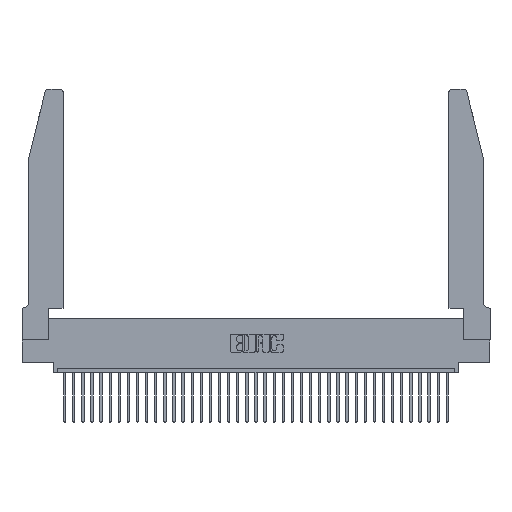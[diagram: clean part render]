
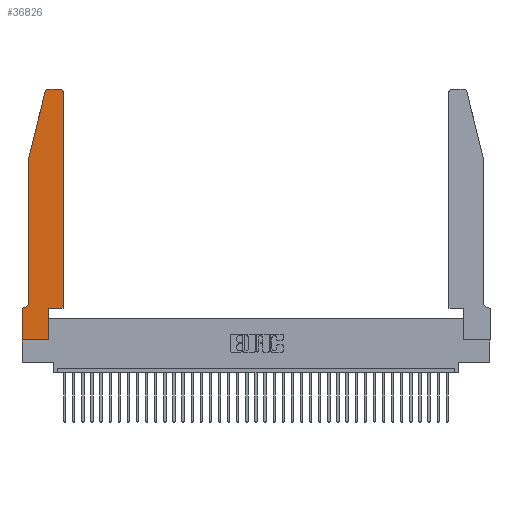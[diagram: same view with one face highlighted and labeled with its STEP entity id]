
A CAD part, top view. The second image highlights one B-rep face of the part: STEP entity #36826.
In plain terms, the highlighted planar face has unit normal (0, 0, 1).
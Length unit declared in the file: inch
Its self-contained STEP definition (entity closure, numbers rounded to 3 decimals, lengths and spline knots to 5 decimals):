
#28 = ORIENTED_EDGE ( 'NONE', *, *, #5158, .T. ) ;
#338 = AXIS2_PLACEMENT_3D ( 'NONE', #9107, #32021, #14853 ) ;
#403 = ORIENTED_EDGE ( 'NONE', *, *, #3454, .T. ) ;
#524 = VERTEX_POINT ( 'NONE', #17632 ) ;
#1082 = LINE ( 'NONE', #9863, #35624 ) ;
#1392 = ORIENTED_EDGE ( 'NONE', *, *, #17776, .T. ) ;
#2058 = VERTEX_POINT ( 'NONE', #11386 ) ;
#2624 = LINE ( 'NONE', #21061, #7546 ) ;
#3435 = LINE ( 'NONE', #5753, #33930 ) ;
#3454 = EDGE_CURVE ( 'NONE', #11015, #3692, #28440, .T. ) ;
#3618 = VECTOR ( 'NONE', #32491, 39.37008 ) ;
#3692 = VERTEX_POINT ( 'NONE', #28157 ) ;
#4471 = LINE ( 'NONE', #28442, #37135 ) ;
#5096 = EDGE_CURVE ( 'NONE', #7790, #12875, #18111, .T. ) ;
#5158 = EDGE_CURVE ( 'NONE', #26090, #11015, #14937, .T. ) ;
#5564 = CARTESIAN_POINT ( 'NONE',  ( 0.284, 2.72, 0.37 ) ) ;
#5691 = VERTEX_POINT ( 'NONE', #16441 ) ;
#5753 = CARTESIAN_POINT ( 'NONE',  ( 0.0755, 2., 0.37 ) ) ;
#7546 = VECTOR ( 'NONE', #11877, 39.37008 ) ;
#7790 = VERTEX_POINT ( 'NONE', #13837 ) ;
#8211 = CARTESIAN_POINT ( 'NONE',  ( 0.4505, 0.35, 0.37 ) ) ;
#8280 = DIRECTION ( 'NONE',  ( 0., -1., 0. ) ) ;
#8365 = CARTESIAN_POINT ( 'NONE',  ( 0.4505, 0.35, 0.37 ) ) ;
#8621 = LINE ( 'NONE', #24542, #27453 ) ;
#9107 = CARTESIAN_POINT ( 'NONE',  ( 0.0055, 0.42, 0.37 ) ) ;
#9194 = CARTESIAN_POINT ( 'NONE',  ( 0.2865, 0.35, 0.37 ) ) ;
#9863 = CARTESIAN_POINT ( 'NONE',  ( 0.0755, 0.35, 0.37 ) ) ;
#10897 = DIRECTION ( 'NONE',  ( 1., 0., 0. ) ) ;
#11015 = VERTEX_POINT ( 'NONE', #11355 ) ;
#11355 = CARTESIAN_POINT ( 'NONE',  ( 0.4505, 0.35, 0.37 ) ) ;
#11386 = CARTESIAN_POINT ( 'NONE',  ( 0.4205, 2.75, 0.37 ) ) ;
#11469 = EDGE_CURVE ( 'NONE', #25643, #26995, #3435, .T. ) ;
#11708 = VERTEX_POINT ( 'NONE', #34360 ) ;
#11877 = DIRECTION ( 'NONE',  ( 0., -1., 0. ) ) ;
#11940 = DIRECTION ( 'NONE',  ( 0., 1., 0. ) ) ;
#11952 = ORIENTED_EDGE ( 'NONE', *, *, #19820, .T. ) ;
#12500 = AXIS2_PLACEMENT_3D ( 'NONE', #32958, #15548, #35627 ) ;
#12672 = ORIENTED_EDGE ( 'NONE', *, *, #18473, .T. ) ;
#12811 = FACE_OUTER_BOUND ( 'NONE', #24718, .T. ) ;
#12875 = VERTEX_POINT ( 'NONE', #27400 ) ;
#12975 = ORIENTED_EDGE ( 'NONE', *, *, #35262, .T. ) ;
#13055 = DIRECTION ( 'NONE',  ( 1., 0., 0. ) ) ;
#13827 = DIRECTION ( 'NONE',  ( 0., 0., 1. ) ) ;
#13837 = CARTESIAN_POINT ( 'NONE',  ( 0.284, 2.75, 0.37 ) ) ;
#14339 = ORIENTED_EDGE ( 'NONE', *, *, #11469, .T. ) ;
#14809 = LINE ( 'NONE', #28145, #30090 ) ;
#14853 = DIRECTION ( 'NONE',  ( -1., 0., 0. ) ) ;
#14937 = LINE ( 'NONE', #8211, #28371 ) ;
#15217 = ORIENTED_EDGE ( 'NONE', *, *, #17646, .T. ) ;
#15548 = DIRECTION ( 'NONE',  ( 0., 0., 1. ) ) ;
#16212 = ORIENTED_EDGE ( 'NONE', *, *, #26008, .T. ) ;
#16441 = CARTESIAN_POINT ( 'NONE',  ( 0.0055, 0.35, 0.37 ) ) ;
#17632 = CARTESIAN_POINT ( 'NONE',  ( 0., 0., 0.37 ) ) ;
#17646 = EDGE_CURVE ( 'NONE', #26995, #5691, #30559, .T. ) ;
#17776 = EDGE_CURVE ( 'NONE', #524, #11708, #14809, .T. ) ;
#18111 = CIRCLE ( 'NONE', #28510, 0.03 ) ;
#18352 = DIRECTION ( 'NONE',  ( 0., 0., 1. ) ) ;
#18473 = EDGE_CURVE ( 'NONE', #11708, #26090, #23731, .T. ) ;
#19820 = EDGE_CURVE ( 'NONE', #20396, #524, #2624, .T. ) ;
#20375 = VECTOR ( 'NONE', #11940, 39.37008 ) ;
#20396 = VERTEX_POINT ( 'NONE', #28245 ) ;
#20508 = AXIS2_PLACEMENT_3D ( 'NONE', #21471, #18352, #13055 ) ;
#21061 = CARTESIAN_POINT ( 'NONE',  ( 0., 0., 0.37 ) ) ;
#21471 = CARTESIAN_POINT ( 'NONE',  ( 0.4205, 2.72, 0.37 ) ) ;
#21814 = PLANE ( 'NONE',  #12500 ) ;
#22466 = DIRECTION ( 'NONE',  ( 1., 0., 0. ) ) ;
#23731 = LINE ( 'NONE', #9194, #3618 ) ;
#24500 = ORIENTED_EDGE ( 'NONE', *, *, #27812, .T. ) ;
#24542 = CARTESIAN_POINT ( 'NONE',  ( 0.2605, 2.75, 0.37 ) ) ;
#24718 = EDGE_LOOP ( 'NONE', ( #12975, #34930, #25777, #14339, #15217, #16212, #11952, #1392, #12672, #28, #403, #24500 ) ) ;
#25643 = VERTEX_POINT ( 'NONE', #35244 ) ;
#25777 = ORIENTED_EDGE ( 'NONE', *, *, #28892, .T. ) ;
#26008 = EDGE_CURVE ( 'NONE', #5691, #20396, #1082, .T. ) ;
#26090 = VERTEX_POINT ( 'NONE', #35832 ) ;
#26995 = VERTEX_POINT ( 'NONE', #33963 ) ;
#27400 = CARTESIAN_POINT ( 'NONE',  ( 0.25487, 2.72718, 0.37 ) ) ;
#27453 = VECTOR ( 'NONE', #33201, 39.37008 ) ;
#27812 = EDGE_CURVE ( 'NONE', #3692, #2058, #33663, .T. ) ;
#28145 = CARTESIAN_POINT ( 'NONE',  ( 0., 0., 0.37 ) ) ;
#28157 = CARTESIAN_POINT ( 'NONE',  ( 0.4505, 2.72, 0.37 ) ) ;
#28245 = CARTESIAN_POINT ( 'NONE',  ( 0., 0.35, 0.37 ) ) ;
#28371 = VECTOR ( 'NONE', #36771, 39.37008 ) ;
#28440 = LINE ( 'NONE', #8365, #20375 ) ;
#28442 = CARTESIAN_POINT ( 'NONE',  ( 0.0755, 2., 0.37 ) ) ;
#28510 = AXIS2_PLACEMENT_3D ( 'NONE', #5564, #13827, #22466 ) ;
#28892 = EDGE_CURVE ( 'NONE', #12875, #25643, #4471, .T. ) ;
#30090 = VECTOR ( 'NONE', #10897, 39.37008 ) ;
#30559 = CIRCLE ( 'NONE', #338, 0.07 ) ;
#31356 = DIRECTION ( 'NONE',  ( -0.239, -0.971, 0. ) ) ;
#32021 = DIRECTION ( 'NONE',  ( 0., 0., -1. ) ) ;
#32491 = DIRECTION ( 'NONE',  ( 0., 1., 0. ) ) ;
#32803 = DIRECTION ( 'NONE',  ( -1., 0., 0. ) ) ;
#32958 = CARTESIAN_POINT ( 'NONE',  ( 0., 0.35, 0.37 ) ) ;
#33201 = DIRECTION ( 'NONE',  ( -1., 0., 0. ) ) ;
#33663 = CIRCLE ( 'NONE', #20508, 0.03 ) ;
#33930 = VECTOR ( 'NONE', #8280, 39.37008 ) ;
#33963 = CARTESIAN_POINT ( 'NONE',  ( 0.0755, 0.42, 0.37 ) ) ;
#34360 = CARTESIAN_POINT ( 'NONE',  ( 0.2865, 0., 0.37 ) ) ;
#34930 = ORIENTED_EDGE ( 'NONE', *, *, #5096, .T. ) ;
#35244 = CARTESIAN_POINT ( 'NONE',  ( 0.0755, 2., 0.37 ) ) ;
#35262 = EDGE_CURVE ( 'NONE', #2058, #7790, #8621, .T. ) ;
#35624 = VECTOR ( 'NONE', #32803, 39.37008 ) ;
#35627 = DIRECTION ( 'NONE',  ( 1., 0., 0. ) ) ;
#35832 = CARTESIAN_POINT ( 'NONE',  ( 0.2865, 0.35, 0.37 ) ) ;
#36771 = DIRECTION ( 'NONE',  ( 1., 0., 0. ) ) ;
#36826 = ADVANCED_FACE ( 'NONE', ( #12811 ), #21814, .T. ) ;
#37135 = VECTOR ( 'NONE', #31356, 39.37008 ) ;
